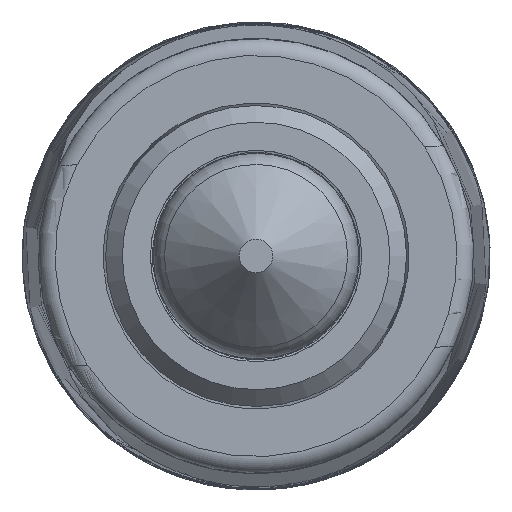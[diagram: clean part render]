
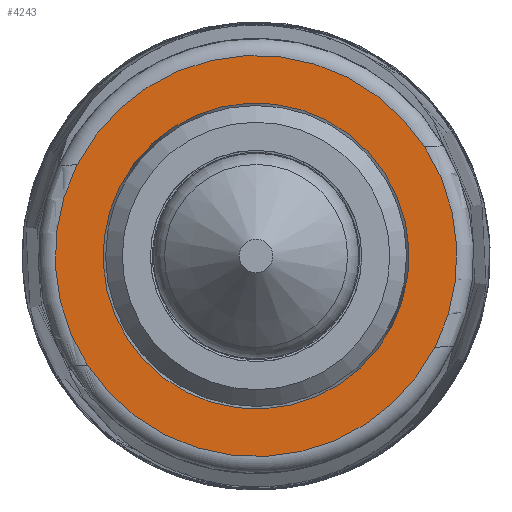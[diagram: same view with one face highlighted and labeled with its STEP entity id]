
A CAD part, left-side view. The second image highlights one B-rep face of the part: STEP entity #4243.
In plain terms, the highlighted planar face has unit normal (-1, 0, 0).
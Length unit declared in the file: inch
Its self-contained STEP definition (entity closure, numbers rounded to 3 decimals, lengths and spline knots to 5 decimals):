
#499=LINE('',#8457,#689);
#500=LINE('',#8461,#690);
#501=LINE('',#8465,#691);
#502=LINE('',#8468,#692);
#689=VECTOR('',#5298,0.00034);
#690=VECTOR('',#5301,0.00034);
#691=VECTOR('',#5304,0.00034);
#692=VECTOR('',#5307,0.00034);
#808=PLANE('',#4612);
#971=FACE_BOUND('',#1260,.T.);
#1044=FACE_OUTER_BOUND('',#1259,.T.);
#1259=EDGE_LOOP('',(#3504,#3505,#3506,#3507,#3508,#3509,#3510,#3511));
#1260=EDGE_LOOP('',(#3512));
#1542=CIRCLE('',#4611,0.23652);
#1543=CIRCLE('',#4613,0.23622);
#1544=CIRCLE('',#4614,0.23652);
#1545=CIRCLE('',#4615,0.23622);
#1546=CIRCLE('',#4616,0.18012);
#2072=VERTEX_POINT('',#8428);
#2073=VERTEX_POINT('',#8441);
#2074=VERTEX_POINT('',#8456);
#2075=VERTEX_POINT('',#8458);
#2076=VERTEX_POINT('',#8460);
#2077=VERTEX_POINT('',#8462);
#2078=VERTEX_POINT('',#8464);
#2079=VERTEX_POINT('',#8466);
#2080=VERTEX_POINT('',#8469);
#2725=EDGE_CURVE('',#2073,#2072,#1542,.T.);
#2726=EDGE_CURVE('',#2074,#2073,#499,.T.);
#2727=EDGE_CURVE('',#2075,#2074,#1543,.T.);
#2728=EDGE_CURVE('',#2076,#2075,#500,.T.);
#2729=EDGE_CURVE('',#2077,#2076,#1544,.T.);
#2730=EDGE_CURVE('',#2078,#2077,#501,.T.);
#2731=EDGE_CURVE('',#2079,#2078,#1545,.T.);
#2732=EDGE_CURVE('',#2072,#2079,#502,.T.);
#2733=EDGE_CURVE('',#2080,#2080,#1546,.T.);
#3504=ORIENTED_EDGE('',*,*,#2725,.F.);
#3505=ORIENTED_EDGE('',*,*,#2726,.F.);
#3506=ORIENTED_EDGE('',*,*,#2727,.F.);
#3507=ORIENTED_EDGE('',*,*,#2728,.F.);
#3508=ORIENTED_EDGE('',*,*,#2729,.F.);
#3509=ORIENTED_EDGE('',*,*,#2730,.F.);
#3510=ORIENTED_EDGE('',*,*,#2731,.F.);
#3511=ORIENTED_EDGE('',*,*,#2732,.F.);
#3512=ORIENTED_EDGE('',*,*,#2733,.T.);
#4243=ADVANCED_FACE('',(#1044,#971),#808,.T.);
#4611=AXIS2_PLACEMENT_3D('',#8454,#5294,#5295);
#4612=AXIS2_PLACEMENT_3D('',#8455,#5296,#5297);
#4613=AXIS2_PLACEMENT_3D('',#8459,#5299,#5300);
#4614=AXIS2_PLACEMENT_3D('',#8463,#5302,#5303);
#4615=AXIS2_PLACEMENT_3D('',#8467,#5305,#5306);
#4616=AXIS2_PLACEMENT_3D('',#8470,#5308,#5309);
#5294=DIRECTION('center_axis',(1.,0.,0.));
#5295=DIRECTION('ref_axis',(0.,-0.999,0.051));
#5296=DIRECTION('center_axis',(-1.,0.,0.));
#5297=DIRECTION('ref_axis',(0.,0.999,-0.051));
#5298=DIRECTION('',(0.,-0.999,0.051));
#5299=DIRECTION('center_axis',(1.,0.,0.));
#5300=DIRECTION('ref_axis',(0.,0.051,0.999));
#5301=DIRECTION('',(0.,-0.999,0.051));
#5302=DIRECTION('center_axis',(1.,0.,0.));
#5303=DIRECTION('ref_axis',(0.,0.999,-0.051));
#5304=DIRECTION('',(0.,0.999,-0.051));
#5305=DIRECTION('center_axis',(1.,0.,0.));
#5306=DIRECTION('ref_axis',(0.,-0.051,-0.999));
#5307=DIRECTION('',(0.,0.999,-0.051));
#5308=DIRECTION('center_axis',(1.,0.,0.));
#5309=DIRECTION('ref_axis',(0.,0.051,0.999));
#8428=CARTESIAN_POINT('',(-0.2516,-0.79517,0.26596));
#8441=CARTESIAN_POINT('',(-0.2516,-0.78306,0.50187));
#8454=CARTESIAN_POINT('Origin',(-0.2516,-0.58447,0.37341));
#8455=CARTESIAN_POINT('Origin',(-0.2516,-0.59103,0.24563));
#8456=CARTESIAN_POINT('',(-0.2516,-0.78272,0.50186));
#8457=CARTESIAN_POINT('',(-0.2516,-0.57842,0.49137));
#8458=CARTESIAN_POINT('',(-0.2516,-0.37411,0.48088));
#8459=CARTESIAN_POINT('Origin',(-0.2516,-0.58447,0.37341));
#8460=CARTESIAN_POINT('',(-0.2516,-0.37377,0.48086));
#8461=CARTESIAN_POINT('',(-0.2516,-0.57842,0.49137));
#8462=CARTESIAN_POINT('',(-0.2516,-0.38588,0.24495));
#8463=CARTESIAN_POINT('Origin',(-0.2516,-0.58447,0.37341));
#8464=CARTESIAN_POINT('',(-0.2516,-0.38622,0.24497));
#8465=CARTESIAN_POINT('',(-0.2516,-0.59053,0.25546));
#8466=CARTESIAN_POINT('',(-0.2516,-0.79483,0.26595));
#8467=CARTESIAN_POINT('Origin',(-0.2516,-0.58447,0.37341));
#8468=CARTESIAN_POINT('',(-0.2516,-0.59053,0.25546));
#8469=CARTESIAN_POINT('',(-0.2516,-0.59371,0.19353));
#8470=CARTESIAN_POINT('Origin',(-0.2516,-0.58447,0.37341));
